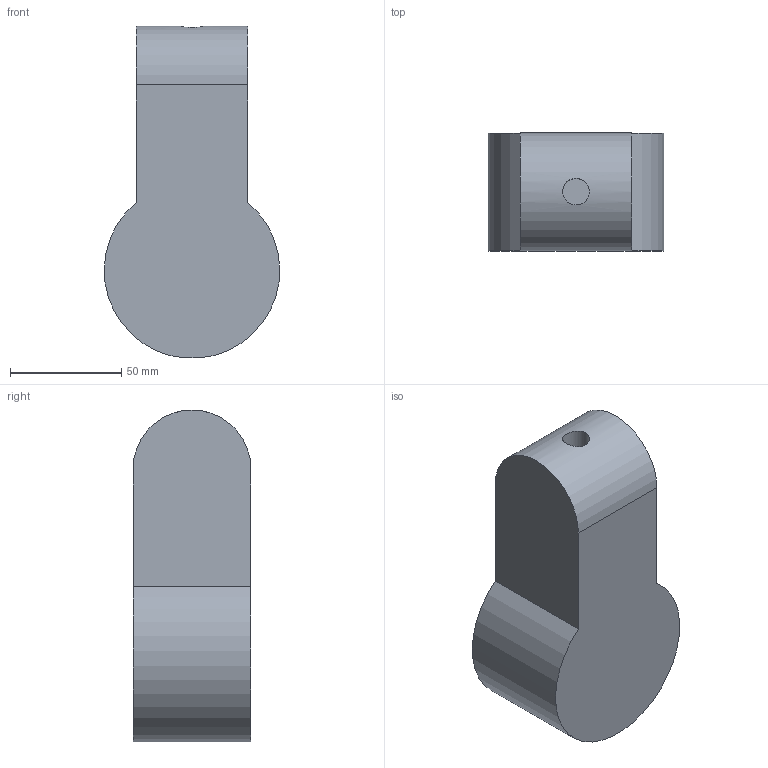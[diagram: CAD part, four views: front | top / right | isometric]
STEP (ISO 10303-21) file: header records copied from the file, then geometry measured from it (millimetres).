
FILE_DESCRIPTION(/* description */ (''),/* implementation_level */ '2;1');
FILE_NAME(/* name */ 'thigh.step',/* time_stamp */ '2021-01-25T22:19:07-05:00',/* author */ ('DELL'),/* organization */ (''),/* preprocessor_version */ 'ST-DEVELOPER v18',/* originating_system */ 'Autodesk Inventor 2020',/* authorisation */ '');
FILE_SCHEMA (('CONFIG_CONTROL_DESIGN','AUTOMOTIVE_DESIGN { 1 0 10303 214 3 1 1 }'));
Length unit declared in the file: millimetre
Products named in the file (1): thigh_inventor
Bounding box: 78.94 x 53 x 149.36 mm (x, y, z)
Volume: 431072.4 mm3; surface area: 39392.4 mm2
Topology: 1 solids, 1 shells, 8 faces, 17 edges, 12 vertices
Faces by surface type: plane 5, cylinder 3
Full cylindrical faces by diameter (mm): 12 x1
Entity records: 338 total; most frequent: CARTESIAN_POINT 116, DIRECTION 39, ORIENTED_EDGE 34, EDGE_CURVE 17, AXIS2_PLACEMENT_3D 15, VERTEX_POINT 12, EDGE_LOOP 9, LINE 9
